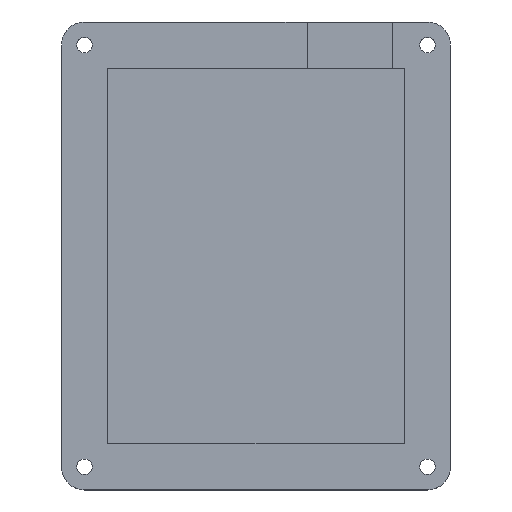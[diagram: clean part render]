
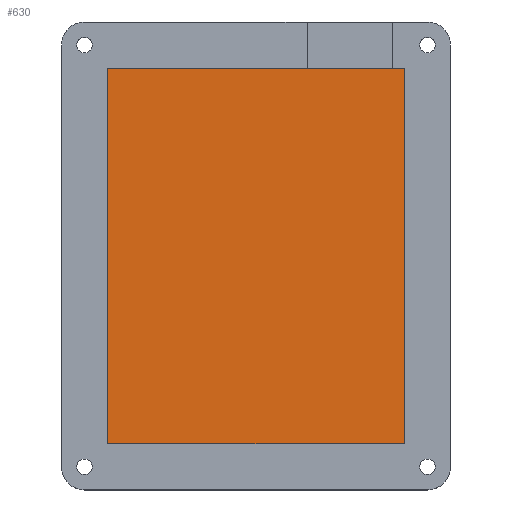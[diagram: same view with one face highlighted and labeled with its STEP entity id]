
A CAD part, top view. The second image highlights one B-rep face of the part: STEP entity #630.
In plain terms, the highlighted planar face has unit normal (0, 0, 1).
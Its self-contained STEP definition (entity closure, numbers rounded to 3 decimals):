
#32=PLANE('',#706);
#66=FACE_OUTER_BOUND('',#108,.T.);
#108=EDGE_LOOP('',(#501,#502,#503,#504));
#161=LINE('',#1042,#213);
#162=LINE('',#1044,#214);
#163=LINE('',#1046,#215);
#164=LINE('',#1047,#216);
#213=VECTOR('',#849,10.);
#214=VECTOR('',#850,10.);
#215=VECTOR('',#851,10.);
#216=VECTOR('',#852,10.);
#309=VERTEX_POINT('',#1040);
#310=VERTEX_POINT('',#1041);
#311=VERTEX_POINT('',#1043);
#312=VERTEX_POINT('',#1045);
#381=EDGE_CURVE('',#309,#310,#161,.T.);
#382=EDGE_CURVE('',#311,#309,#162,.T.);
#383=EDGE_CURVE('',#312,#311,#163,.T.);
#384=EDGE_CURVE('',#310,#312,#164,.T.);
#501=ORIENTED_EDGE('',*,*,#381,.F.);
#502=ORIENTED_EDGE('',*,*,#382,.F.);
#503=ORIENTED_EDGE('',*,*,#383,.F.);
#504=ORIENTED_EDGE('',*,*,#384,.F.);
#630=ADVANCED_FACE('',(#66),#32,.T.);
#706=AXIS2_PLACEMENT_3D('',#1039,#847,#848);
#847=DIRECTION('center_axis',(0.,0.,1.));
#848=DIRECTION('ref_axis',(1.,0.,0.));
#849=DIRECTION('',(1.,0.,0.));
#850=DIRECTION('',(0.,1.,0.));
#851=DIRECTION('',(-1.,0.,0.));
#852=DIRECTION('',(0.,-1.,0.));
#1039=CARTESIAN_POINT('Origin',(-8.776,1.567,-47.));
#1040=CARTESIAN_POINT('',(-41.053,42.422,-47.));
#1041=CARTESIAN_POINT('',(23.502,42.422,-47.));
#1042=CARTESIAN_POINT('',(-24.915,42.422,-47.));
#1043=CARTESIAN_POINT('',(-41.053,-39.288,-47.));
#1044=CARTESIAN_POINT('',(-41.053,-18.861,-47.));
#1045=CARTESIAN_POINT('',(23.502,-39.288,-47.));
#1046=CARTESIAN_POINT('',(7.363,-39.288,-47.));
#1047=CARTESIAN_POINT('',(23.502,21.994,-47.));
